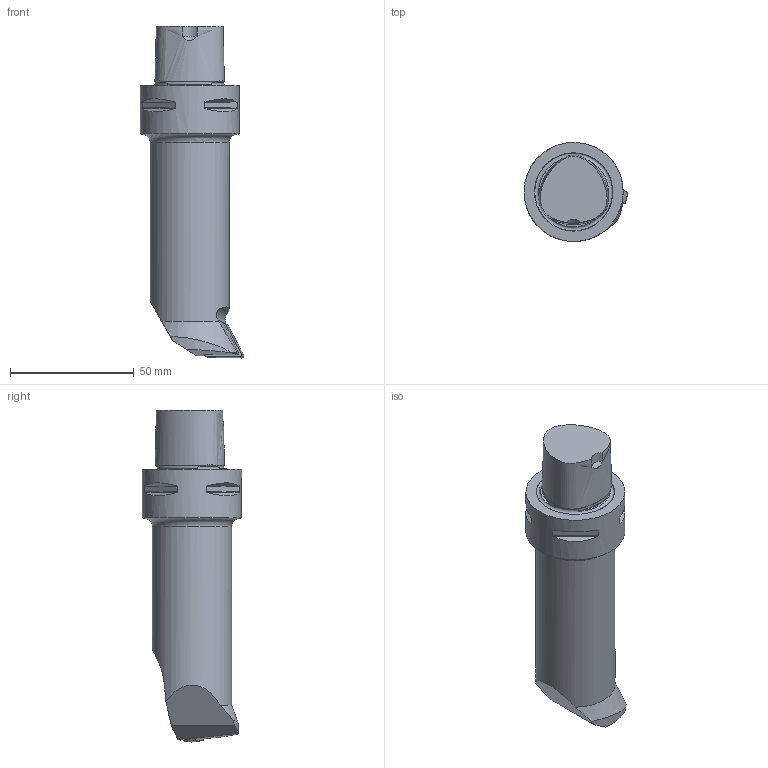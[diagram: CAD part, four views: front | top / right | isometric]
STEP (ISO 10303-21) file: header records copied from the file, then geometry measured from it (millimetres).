
FILE_DESCRIPTION(/* description */ (''),/* implementation_level */ '2;1');
FILE_NAME(/* name */ '1559888005244.stp',/* time_stamp */ '2019-06-07T11:43:37+05:00',/* author */ (''),/* organization */ ('SMS'),/* preprocessor_version */ 'ST-DEVELOPER v15',/* originating_system */ 'SIEMENS PLM Software NX 8.5',/* authorisation */ '');
FILE_SCHEMA (('AUTOMOTIVE_DESIGN { 1 0 10303 214 3 1 1 1 }'));
Length unit declared in the file: millimetre
Products named in the file (4): ASSEMBLY_CONSTRUCTION; IsoTurningInsert; 201766881mod000_00; 201766879mod000_00
Assembly tree (3 placements, depth 2):
  201766879mod000_00
    201766881mod000_00
    IsoTurningInsert
    ASSEMBLY_CONSTRUCTION
Bounding box: 41.88 x 39.99 x 134 mm (x, y, z)
Volume: 102088.3 mm3; surface area: 16667.9 mm2
Topology: 2 solids, 3 shells, 80 faces, 200 edges, 139 vertices
Faces by surface type: plane 36, cylinder 23, bspline 10, cone 8, torus 3
Full cylindrical faces by diameter (mm): 3.81 x2, 20 x1, 32 x1, 40 x1
Entity records: 27625 total; most frequent: CARTESIAN_POINT 25741, ORIENTED_EDGE 362, DIRECTION 328, EDGE_CURVE 181, AXIS2_PLACEMENT_3D 134, VERTEX_POINT 126, EDGE_LOOP 101, ADVANCED_FACE 80
